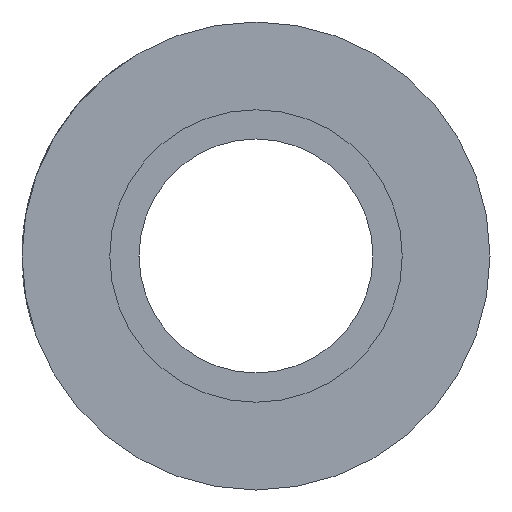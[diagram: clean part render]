
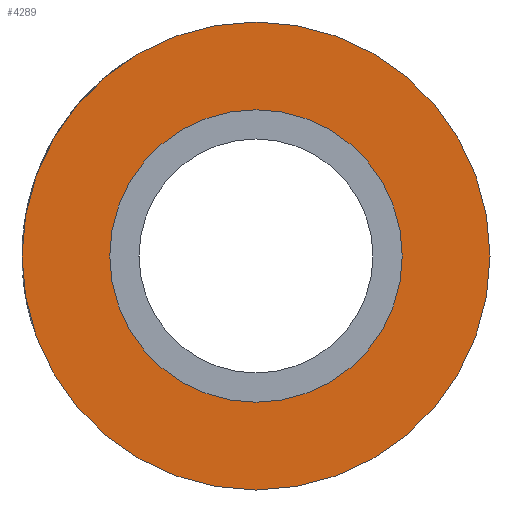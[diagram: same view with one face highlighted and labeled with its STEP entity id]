
A CAD part, left-side view. The second image highlights one B-rep face of the part: STEP entity #4289.
In plain terms, the highlighted planar face has unit normal (-1, 0, 0).
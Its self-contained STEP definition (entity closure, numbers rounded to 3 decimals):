
#190 = EDGE_LOOP ( 'NONE', ( #8993, #8093 ) ) ;
#519 = VERTEX_POINT ( 'NONE', #4336 ) ;
#557 = VERTEX_POINT ( 'NONE', #5868 ) ;
#1268 = CARTESIAN_POINT ( 'NONE',  ( 0., 0., 0. ) ) ;
#1418 = FACE_OUTER_BOUND ( 'NONE', #5707, .T. ) ;
#1511 = DIRECTION ( 'NONE',  ( 1., 0., 0. ) ) ;
#1561 = AXIS2_PLACEMENT_3D ( 'NONE', #5169, #2501, #5349 ) ;
#1846 = AXIS2_PLACEMENT_3D ( 'NONE', #4225, #1511, #3482 ) ;
#2124 = CIRCLE ( 'NONE', #4764, 10. ) ;
#2349 = CARTESIAN_POINT ( 'NONE',  ( 0., 0., 0. ) ) ;
#2501 = DIRECTION ( 'NONE',  ( -1., 0., 0. ) ) ;
#2555 = DIRECTION ( 'NONE',  ( -1., 0., 0. ) ) ;
#2815 = EDGE_CURVE ( 'NONE', #557, #5658, #2124, .T. ) ;
#2884 = CIRCLE ( 'NONE', #3180, 16. ) ;
#3180 = AXIS2_PLACEMENT_3D ( 'NONE', #2349, #6572, #7350 ) ;
#3482 = DIRECTION ( 'NONE',  ( 0., 0., -1. ) ) ;
#3494 = VERTEX_POINT ( 'NONE', #4892 ) ;
#3669 = FACE_BOUND ( 'NONE', #190, .T. ) ;
#3884 = DIRECTION ( 'NONE',  ( 0., 0., -1. ) ) ;
#4184 = DIRECTION ( 'NONE',  ( 0., 0., -1. ) ) ;
#4225 = CARTESIAN_POINT ( 'NONE',  ( 0., 0., 0. ) ) ;
#4289 = ADVANCED_FACE ( 'NONE', ( #3669, #1418 ), #8404, .F. ) ;
#4336 = CARTESIAN_POINT ( 'NONE',  ( 0., 0., 16. ) ) ;
#4764 = AXIS2_PLACEMENT_3D ( 'NONE', #4872, #5561, #4184 ) ;
#4872 = CARTESIAN_POINT ( 'NONE',  ( 0., 0., 0. ) ) ;
#4892 = CARTESIAN_POINT ( 'NONE',  ( 0., 0., -16. ) ) ;
#5169 = CARTESIAN_POINT ( 'NONE',  ( 0., 0., 0. ) ) ;
#5349 = DIRECTION ( 'NONE',  ( 0., 0., 1. ) ) ;
#5561 = DIRECTION ( 'NONE',  ( -1., 0., 0. ) ) ;
#5658 = VERTEX_POINT ( 'NONE', #7946 ) ;
#5707 = EDGE_LOOP ( 'NONE', ( #7279, #6568 ) ) ;
#5868 = CARTESIAN_POINT ( 'NONE',  ( 0., 0., 10. ) ) ;
#5987 = EDGE_CURVE ( 'NONE', #3494, #519, #8159, .T. ) ;
#6434 = EDGE_CURVE ( 'NONE', #5658, #557, #8011, .T. ) ;
#6568 = ORIENTED_EDGE ( 'NONE', *, *, #5987, .T. ) ;
#6572 = DIRECTION ( 'NONE',  ( -1., 0., 0. ) ) ;
#7279 = ORIENTED_EDGE ( 'NONE', *, *, #8275, .T. ) ;
#7350 = DIRECTION ( 'NONE',  ( 0., 0., 1. ) ) ;
#7946 = CARTESIAN_POINT ( 'NONE',  ( 0., 0., -10. ) ) ;
#8011 = CIRCLE ( 'NONE', #8613, 10. ) ;
#8093 = ORIENTED_EDGE ( 'NONE', *, *, #6434, .F. ) ;
#8159 = CIRCLE ( 'NONE', #1561, 16. ) ;
#8275 = EDGE_CURVE ( 'NONE', #519, #3494, #2884, .T. ) ;
#8404 = PLANE ( 'NONE',  #1846 ) ;
#8613 = AXIS2_PLACEMENT_3D ( 'NONE', #1268, #2555, #3884 ) ;
#8993 = ORIENTED_EDGE ( 'NONE', *, *, #2815, .F. ) ;
